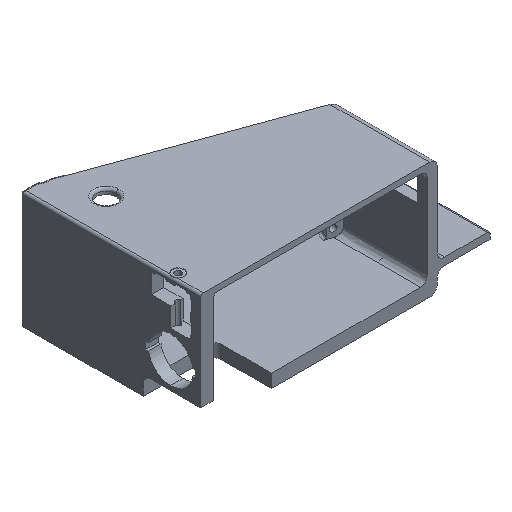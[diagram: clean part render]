
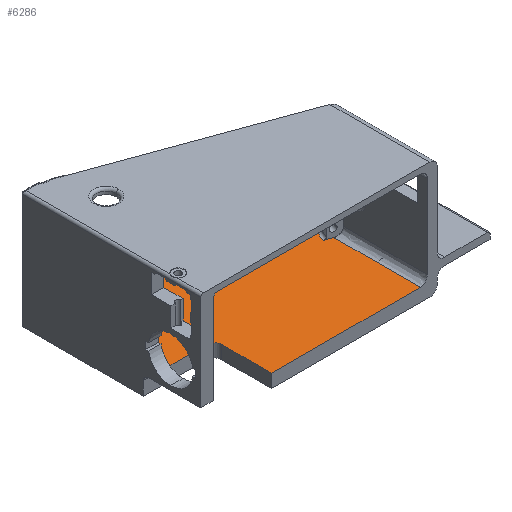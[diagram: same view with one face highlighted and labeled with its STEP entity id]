
A CAD part, isometric view. The second image highlights one B-rep face of the part: STEP entity #6286.
In plain terms, the highlighted planar face has unit normal (0, 0, 1).
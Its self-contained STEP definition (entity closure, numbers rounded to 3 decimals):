
#80 = DIRECTION ( 'NONE',  ( -1., 0., 0. ) ) ;
#141 = VERTEX_POINT ( 'NONE', #5602 ) ;
#335 = CARTESIAN_POINT ( 'NONE',  ( 20.5, 18.5, 5.35 ) ) ;
#343 = CARTESIAN_POINT ( 'NONE',  ( 9.585, 55.552, 5.35 ) ) ;
#386 = DIRECTION ( 'NONE',  ( -1., 0., 0. ) ) ;
#505 = EDGE_CURVE ( 'NONE', #4267, #141, #8045, .T. ) ;
#580 = VERTEX_POINT ( 'NONE', #10544 ) ;
#618 = VERTEX_POINT ( 'NONE', #12659 ) ;
#652 = AXIS2_PLACEMENT_3D ( 'NONE', #3644, #11165, #5963 ) ;
#666 = LINE ( 'NONE', #735, #1423 ) ;
#735 = CARTESIAN_POINT ( 'NONE',  ( 20.418, 56.099, 5.35 ) ) ;
#851 = CARTESIAN_POINT ( 'NONE',  ( 22.607, 62.113, 5.35 ) ) ;
#1033 = ORIENTED_EDGE ( 'NONE', *, *, #2165, .F. ) ;
#1206 = EDGE_CURVE ( 'NONE', #4267, #618, #12949, .T. ) ;
#1423 = VECTOR ( 'NONE', #6114, 1000. ) ;
#1543 = CARTESIAN_POINT ( 'NONE',  ( 16.318, 64.402, 5.35 ) ) ;
#1751 = AXIS2_PLACEMENT_3D ( 'NONE', #335, #3529, #11048 ) ;
#1757 = ORIENTED_EDGE ( 'NONE', *, *, #7776, .F. ) ;
#1777 = EDGE_CURVE ( 'NONE', #10562, #13344, #9623, .T. ) ;
#1846 = CARTESIAN_POINT ( 'NONE',  ( 80.284, 34.31, 5.35 ) ) ;
#2031 = VECTOR ( 'NONE', #10431, 1000. ) ;
#2068 = DIRECTION ( 'NONE',  ( -0.94, 0.342, 0. ) ) ;
#2102 = ORIENTED_EDGE ( 'NONE', *, *, #3472, .T. ) ;
#2165 = EDGE_CURVE ( 'NONE', #5401, #13377, #13893, .T. ) ;
#2261 = CIRCLE ( 'NONE', #652, 4. ) ;
#2342 = EDGE_CURVE ( 'NONE', #13344, #5401, #4816, .T. ) ;
#2370 = EDGE_CURVE ( 'NONE', #13604, #2377, #9576, .T. ) ;
#2377 = VERTEX_POINT ( 'NONE', #10550 ) ;
#2459 = ORIENTED_EDGE ( 'NONE', *, *, #10173, .T. ) ;
#2460 = VECTOR ( 'NONE', #7262, 1000. ) ;
#2524 = ORIENTED_EDGE ( 'NONE', *, *, #6339, .T. ) ;
#2599 = DIRECTION ( 'NONE',  ( -1., 0., 0. ) ) ;
#2638 = EDGE_LOOP ( 'NONE', ( #4931, #7941, #13328, #9020, #4618, #1757, #13409, #2524, #8499, #2102, #1033, #8039, #4577, #2459, #8582 ) ) ;
#2702 = LINE ( 'NONE', #3976, #2031 ) ;
#2788 = DIRECTION ( 'NONE',  ( -1., 0., 0. ) ) ;
#2916 = EDGE_CURVE ( 'NONE', #13604, #11926, #13895, .T. ) ;
#2973 = EDGE_CURVE ( 'NONE', #580, #11926, #6525, .T. ) ;
#3152 = EDGE_CURVE ( 'NONE', #9415, #13480, #2702, .T. ) ;
#3472 = EDGE_CURVE ( 'NONE', #5073, #13377, #13678, .T. ) ;
#3529 = DIRECTION ( 'NONE',  ( 0., 0., 1. ) ) ;
#3584 = FACE_OUTER_BOUND ( 'NONE', #2638, .T. ) ;
#3644 = CARTESIAN_POINT ( 'NONE',  ( 10.2, 51.6, 5.35 ) ) ;
#3646 = LINE ( 'NONE', #4925, #6977 ) ;
#3976 = CARTESIAN_POINT ( 'NONE',  ( 83.384, -18.819, 5.35 ) ) ;
#4071 = CARTESIAN_POINT ( 'NONE',  ( 83.384, -1.6, 5.35 ) ) ;
#4211 = CARTESIAN_POINT ( 'NONE',  ( 83.384, -1.6, 5.35 ) ) ;
#4266 = VECTOR ( 'NONE', #8573, 1000. ) ;
#4267 = VERTEX_POINT ( 'NONE', #6110 ) ;
#4275 = DIRECTION ( 'NONE',  ( 0.342, 0.94, 0. ) ) ;
#4308 = EDGE_CURVE ( 'NONE', #4666, #5073, #8217, .T. ) ;
#4427 = CARTESIAN_POINT ( 'NONE',  ( -9.39, 3.418, 5.35 ) ) ;
#4482 = CARTESIAN_POINT ( 'NONE',  ( 10.2, 51.6, 5.35 ) ) ;
#4577 = ORIENTED_EDGE ( 'NONE', *, *, #1777, .F. ) ;
#4618 = ORIENTED_EDGE ( 'NONE', *, *, #1206, .T. ) ;
#4666 = VERTEX_POINT ( 'NONE', #1846 ) ;
#4816 = LINE ( 'NONE', #12253, #7192 ) ;
#4925 = CARTESIAN_POINT ( 'NONE',  ( 0., 21.5, 5.35 ) ) ;
#4931 = ORIENTED_EDGE ( 'NONE', *, *, #2916, .F. ) ;
#5073 = VERTEX_POINT ( 'NONE', #7726 ) ;
#5387 = DIRECTION ( 'NONE',  ( 0.342, 0.94, 0. ) ) ;
#5401 = VERTEX_POINT ( 'NONE', #12707 ) ;
#5602 = CARTESIAN_POINT ( 'NONE',  ( 20.5, 21.5, 5.35 ) ) ;
#5649 = CARTESIAN_POINT ( 'NONE',  ( 23.5, 0., 5.35 ) ) ;
#5770 = PLANE ( 'NONE',  #6833 ) ;
#5963 = DIRECTION ( 'NONE',  ( -1., 0., 0. ) ) ;
#6110 = CARTESIAN_POINT ( 'NONE',  ( 23.5, 18.5, 5.35 ) ) ;
#6114 = DIRECTION ( 'NONE',  ( -0.94, 0.342, 0. ) ) ;
#6266 = CARTESIAN_POINT ( 'NONE',  ( 2., 21.5, 5.35 ) ) ;
#6286 = ADVANCED_FACE ( 'NONE', ( #3584 ), #5770, .F. ) ;
#6339 = EDGE_CURVE ( 'NONE', #13480, #4666, #666, .T. ) ;
#6525 = CIRCLE ( 'NONE', #8770, 4. ) ;
#6592 = CARTESIAN_POINT ( 'NONE',  ( -9.39, 3.418, 5.35 ) ) ;
#6833 = AXIS2_PLACEMENT_3D ( 'NONE', #10257, #8932, #386 ) ;
#6977 = VECTOR ( 'NONE', #2788, 1000. ) ;
#7192 = VECTOR ( 'NONE', #13521, 1000. ) ;
#7262 = DIRECTION ( 'NONE',  ( 0., -1., 0. ) ) ;
#7403 = CARTESIAN_POINT ( 'NONE',  ( 12.444, 63.407, 5.35 ) ) ;
#7726 = CARTESIAN_POINT ( 'NONE',  ( 82.473, 40.324, 5.35 ) ) ;
#7776 = EDGE_CURVE ( 'NONE', #9415, #618, #11182, .T. ) ;
#7941 = ORIENTED_EDGE ( 'NONE', *, *, #2370, .T. ) ;
#8039 = ORIENTED_EDGE ( 'NONE', *, *, #2342, .F. ) ;
#8045 = CIRCLE ( 'NONE', #1751, 3. ) ;
#8217 = LINE ( 'NONE', #13626, #9133 ) ;
#8499 = ORIENTED_EDGE ( 'NONE', *, *, #4308, .T. ) ;
#8573 = DIRECTION ( 'NONE',  ( 0.342, 0.94, 0. ) ) ;
#8582 = ORIENTED_EDGE ( 'NONE', *, *, #2973, .T. ) ;
#8699 = DIRECTION ( 'NONE',  ( 0.342, 0.94, 0. ) ) ;
#8770 = AXIS2_PLACEMENT_3D ( 'NONE', #4482, #9682, #80 ) ;
#8932 = DIRECTION ( 'NONE',  ( 0., 0., -1. ) ) ;
#9020 = ORIENTED_EDGE ( 'NONE', *, *, #505, .F. ) ;
#9111 = VECTOR ( 'NONE', #2599, 1000. ) ;
#9133 = VECTOR ( 'NONE', #5387, 1000. ) ;
#9222 = VECTOR ( 'NONE', #4275, 1000. ) ;
#9415 = VERTEX_POINT ( 'NONE', #4211 ) ;
#9460 = CARTESIAN_POINT ( 'NONE',  ( 7.188, 48.967, 5.35 ) ) ;
#9576 = LINE ( 'NONE', #6266, #2460 ) ;
#9623 = LINE ( 'NONE', #4427, #4266 ) ;
#9682 = DIRECTION ( 'NONE',  ( 0., 0., -1. ) ) ;
#9794 = DIRECTION ( 'NONE',  ( 0., -1., 0. ) ) ;
#9858 = VECTOR ( 'NONE', #9794, 1000. ) ;
#10173 = EDGE_CURVE ( 'NONE', #10562, #580, #2261, .T. ) ;
#10257 = CARTESIAN_POINT ( 'NONE',  ( 0., 0., 5.35 ) ) ;
#10431 = DIRECTION ( 'NONE',  ( 0., 1., 0. ) ) ;
#10544 = CARTESIAN_POINT ( 'NONE',  ( 14.2, 51.6, 5.35 ) ) ;
#10550 = CARTESIAN_POINT ( 'NONE',  ( 2., 21.5, 5.35 ) ) ;
#10562 = VERTEX_POINT ( 'NONE', #343 ) ;
#10743 = CARTESIAN_POINT ( 'NONE',  ( 2., 34.713, 5.35 ) ) ;
#10974 = CARTESIAN_POINT ( 'NONE',  ( 83.384, 33.181, 5.35 ) ) ;
#10993 = VECTOR ( 'NONE', #8699, 1000. ) ;
#11048 = DIRECTION ( 'NONE',  ( -1., 0., 0. ) ) ;
#11165 = DIRECTION ( 'NONE',  ( 0., 0., -1. ) ) ;
#11182 = LINE ( 'NONE', #4071, #9111 ) ;
#11465 = EDGE_CURVE ( 'NONE', #141, #2377, #3646, .T. ) ;
#11926 = VERTEX_POINT ( 'NONE', #9460 ) ;
#12253 = CARTESIAN_POINT ( 'NONE',  ( 21.834, 59.989, 5.35 ) ) ;
#12659 = CARTESIAN_POINT ( 'NONE',  ( 23.5, -1.6, 5.35 ) ) ;
#12707 = CARTESIAN_POINT ( 'NONE',  ( 15.545, 62.278, 5.35 ) ) ;
#12762 = CARTESIAN_POINT ( 'NONE',  ( 15.545, 62.278, 5.35 ) ) ;
#12923 = VECTOR ( 'NONE', #2068, 1000. ) ;
#12949 = LINE ( 'NONE', #5649, #9858 ) ;
#13328 = ORIENTED_EDGE ( 'NONE', *, *, #11465, .F. ) ;
#13344 = VERTEX_POINT ( 'NONE', #7403 ) ;
#13377 = VERTEX_POINT ( 'NONE', #1543 ) ;
#13409 = ORIENTED_EDGE ( 'NONE', *, *, #3152, .T. ) ;
#13480 = VERTEX_POINT ( 'NONE', #10974 ) ;
#13521 = DIRECTION ( 'NONE',  ( 0.94, -0.342, 0. ) ) ;
#13604 = VERTEX_POINT ( 'NONE', #10743 ) ;
#13626 = CARTESIAN_POINT ( 'NONE',  ( 80.284, 34.31, 5.35 ) ) ;
#13678 = LINE ( 'NONE', #851, #12923 ) ;
#13893 = LINE ( 'NONE', #12762, #10993 ) ;
#13895 = LINE ( 'NONE', #6592, #9222 ) ;
